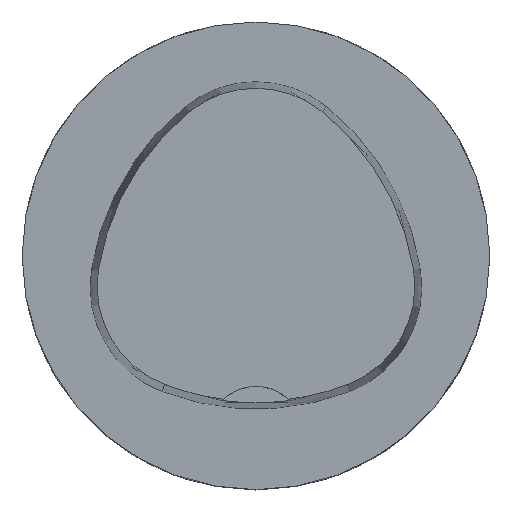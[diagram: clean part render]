
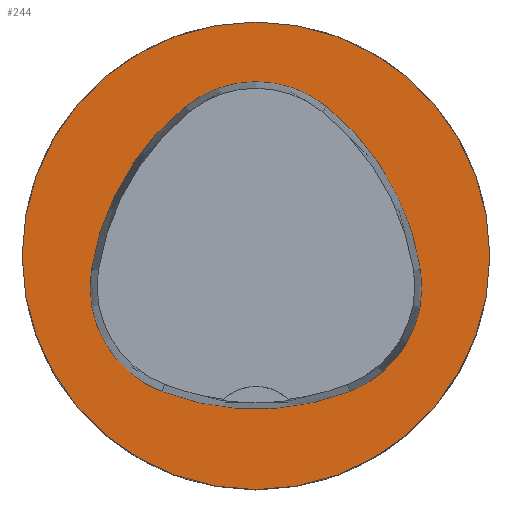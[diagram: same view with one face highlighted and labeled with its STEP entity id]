
A CAD part, top view. The second image highlights one B-rep face of the part: STEP entity #244.
In plain terms, the highlighted planar face has unit normal (0, 0, 1).
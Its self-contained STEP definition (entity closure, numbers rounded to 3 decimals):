
#244=ADVANCED_FACE('',(#505,#506),#303,.T.);
#303=PLANE('',#1487);
#505=FACE_BOUND('',#560,.T.);
#506=FACE_BOUND('',#561,.T.);
#560=EDGE_LOOP('',(#788,#789,#790,#791,#792,#793));
#561=EDGE_LOOP('',(#794));
#788=ORIENTED_EDGE('',*,*,#1201,.F.);
#789=ORIENTED_EDGE('',*,*,#1196,.F.);
#790=ORIENTED_EDGE('',*,*,#1191,.F.);
#791=ORIENTED_EDGE('',*,*,#1188,.F.);
#792=ORIENTED_EDGE('',*,*,#1185,.F.);
#793=ORIENTED_EDGE('',*,*,#1181,.F.);
#794=ORIENTED_EDGE('',*,*,#1172,.T.);
#1040=VERTEX_POINT('',#2356);
#1049=VERTEX_POINT('',#2375);
#1050=VERTEX_POINT('',#2376);
#1053=VERTEX_POINT('',#2384);
#1055=VERTEX_POINT('',#2390);
#1057=VERTEX_POINT('',#2396);
#1061=VERTEX_POINT('',#2409);
#1172=EDGE_CURVE('',#1040,#1040,#1283,.T.);
#1181=EDGE_CURVE('',#1049,#1050,#1284,.T.);
#1185=EDGE_CURVE('',#1050,#1053,#1286,.T.);
#1188=EDGE_CURVE('',#1053,#1055,#1288,.T.);
#1191=EDGE_CURVE('',#1055,#1057,#1290,.T.);
#1196=EDGE_CURVE('',#1057,#1061,#1293,.T.);
#1201=EDGE_CURVE('',#1061,#1049,#1296,.T.);
#1283=CIRCLE('',#1459,25.);
#1284=CIRCLE('',#1465,28.);
#1286=CIRCLE('',#1468,12.);
#1288=CIRCLE('',#1471,28.);
#1290=CIRCLE('',#1474,12.);
#1293=CIRCLE('',#1478,28.);
#1296=CIRCLE('',#1482,12.);
#1459=AXIS2_PLACEMENT_3D('',#2355,#1733,#1734);
#1465=AXIS2_PLACEMENT_3D('',#2374,#1749,#1750);
#1468=AXIS2_PLACEMENT_3D('',#2383,#1757,#1758);
#1471=AXIS2_PLACEMENT_3D('',#2389,#1764,#1765);
#1474=AXIS2_PLACEMENT_3D('',#2395,#1771,#1772);
#1478=AXIS2_PLACEMENT_3D('',#2408,#1780,#1781);
#1482=AXIS2_PLACEMENT_3D('',#2421,#1789,#1790);
#1487=AXIS2_PLACEMENT_3D('',#2426,#1799,#1800);
#1733=DIRECTION('',(0.,0.,1.));
#1734=DIRECTION('',(1.,0.,0.));
#1749=DIRECTION('',(0.,0.,1.));
#1750=DIRECTION('',(1.,0.,0.));
#1757=DIRECTION('',(0.,0.,1.));
#1758=DIRECTION('',(1.,0.,0.));
#1764=DIRECTION('',(0.,0.,1.));
#1765=DIRECTION('',(1.,0.,0.));
#1771=DIRECTION('',(0.,0.,1.));
#1772=DIRECTION('',(1.,0.,0.));
#1780=DIRECTION('',(0.,0.,1.));
#1781=DIRECTION('',(1.,0.,0.));
#1789=DIRECTION('',(0.,0.,1.));
#1790=DIRECTION('',(1.,0.,0.));
#1799=DIRECTION('',(0.,0.,1.));
#1800=DIRECTION('',(-1.,0.,0.));
#2355=CARTESIAN_POINT('',(0.,0.,0.));
#2356=CARTESIAN_POINT('',(25.,0.,0.));
#2374=CARTESIAN_POINT('',(-10.068,-5.824,0.));
#2375=CARTESIAN_POINT('',(17.584,-1.424,0.));
#2376=CARTESIAN_POINT('',(7.531,15.953,0.));
#2383=CARTESIAN_POINT('',(-0.011,6.62,0.));
#2384=CARTESIAN_POINT('',(-7.567,15.942,0.));
#2389=CARTESIAN_POINT('',(10.063,-5.81,0.));
#2390=CARTESIAN_POINT('',(-17.59,-1.418,0.));
#2395=CARTESIAN_POINT('',(-5.739,-3.3,0.));
#2396=CARTESIAN_POINT('',(-10.05,-14.499,0.));
#2408=CARTESIAN_POINT('',(0.01,11.631,0.));
#2409=CARTESIAN_POINT('',(10.025,-14.516,0.));
#2421=CARTESIAN_POINT('',(5.733,-3.31,0.));
#2426=CARTESIAN_POINT('',(0.,0.,0.));
